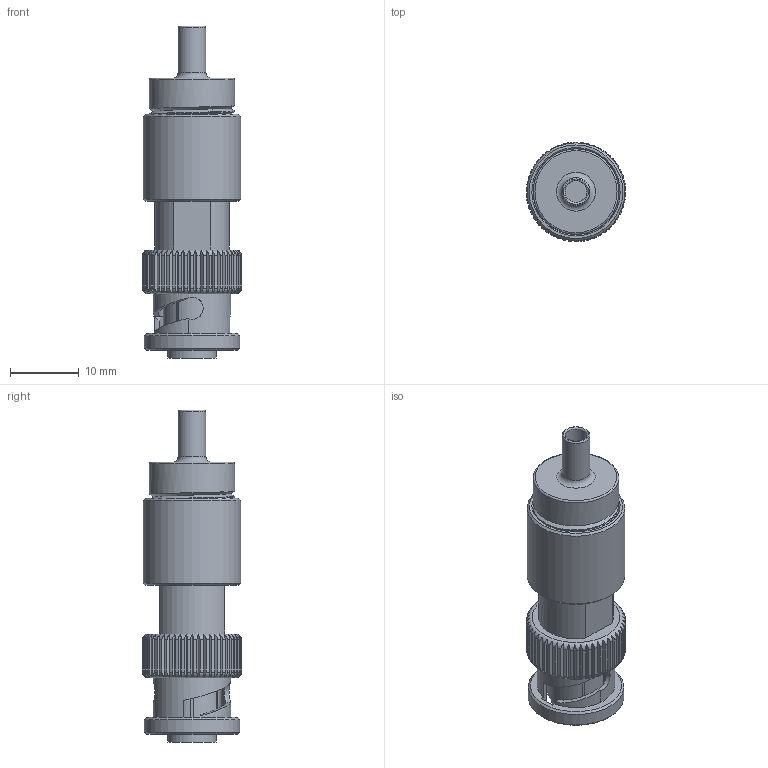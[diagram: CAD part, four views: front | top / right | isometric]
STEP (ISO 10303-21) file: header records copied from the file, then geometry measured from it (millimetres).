
FILE_DESCRIPTION(/* description */ ('Alibre Inc.'),/* implementation_level */ '2;1');
FILE_NAME(/* name */ 'export0',/* time_stamp */ '2017-11-16T13:20:34-08:00',/* author */ (''),/* organization */ (''),/* preprocessor_version */ 'ST-DEVELOPER v14',/* originating_system */ 'Alibre',/* authorisation */ '');
FILE_SCHEMA (('CONFIG_CONTROL_DESIGN'));
Length unit declared in the file: centimetre
Products named in the file (1): ID_1
Bounding box: 14.5 x 14.5 x 48.44 mm (x, y, z)
Volume: 4900.7 mm3; surface area: 3081.9 mm2
Topology: 1 solids, 1 shells, 257 faces, 736 edges, 488 vertices
Faces by surface type: plane 161, cylinder 80, cone 8, torus 6, bspline 2
Full cylindrical faces by diameter (mm): 1.346 x1, 3.175 x1, 4.064 x1, 4.978 x1, 7.112 x1, 8.382 x1, 9.906 x1, 11.303 x1, 12.497 x1, 13.97 x1, 14.249 x1
Entity records: 9862 total; most frequent: CARTESIAN_POINT 4427, ORIENTED_EDGE 1390, EDGE_CURVE 695, DIRECTION 656, VERTEX_POINT 473, EDGE_LOOP 288, FACE_BOUND 288, VECTOR 273
